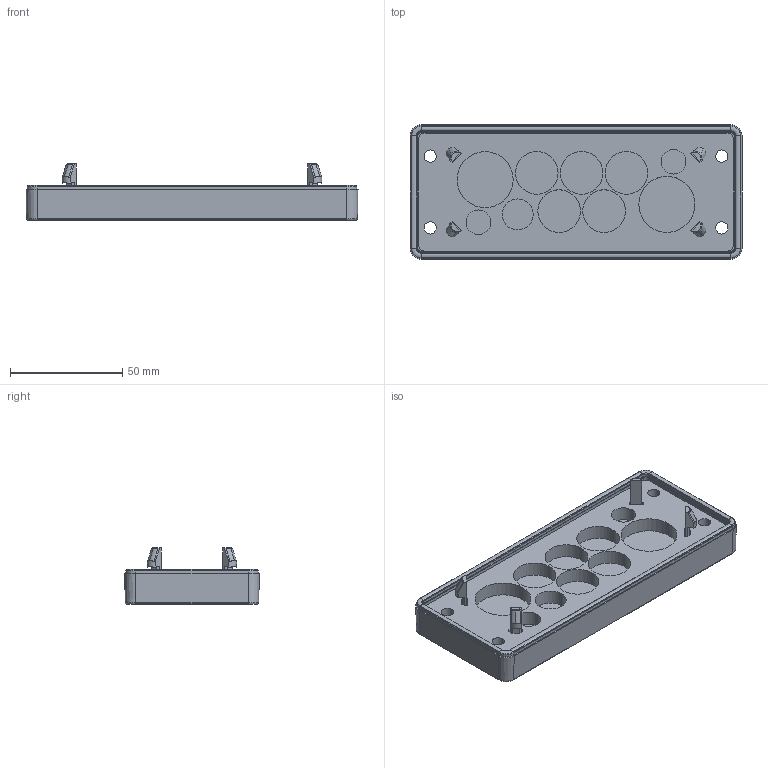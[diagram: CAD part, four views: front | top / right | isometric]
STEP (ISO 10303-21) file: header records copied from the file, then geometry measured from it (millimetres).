
FILE_DESCRIPTION (( 'STEP AP203' ), '1' );
FILE_NAME ('567305.step', '2020-12-17T18:37:02', ( '' ), ( '' ), 'SwSTEP 2.0', 'SolidWorks 2019', '' );
FILE_SCHEMA (( 'CONFIG_CONTROL_DESIGN' ));
Length unit declared in the file: millimetre
Products named in the file (1): 567305
Bounding box: 148 x 60 x 25 mm (x, y, z)
Volume: 76208.9 mm3; surface area: 62454 mm2
Topology: 4 solids, 4 shells, 410 faces, 1084 edges, 700 vertices
Faces by surface type: cylinder 180, plane 178, torus 24, cone 24, bspline 4
Entity records: 13147 total; most frequent: CARTESIAN_POINT 2679, DIRECTION 2178, ORIENTED_EDGE 2168, EDGE_CURVE 1084, AXIS2_PLACEMENT_3D 771, VERTEX_POINT 700, LINE 636, VECTOR 636
